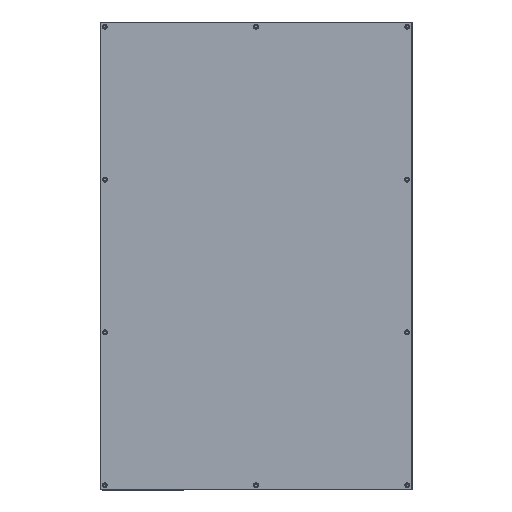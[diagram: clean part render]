
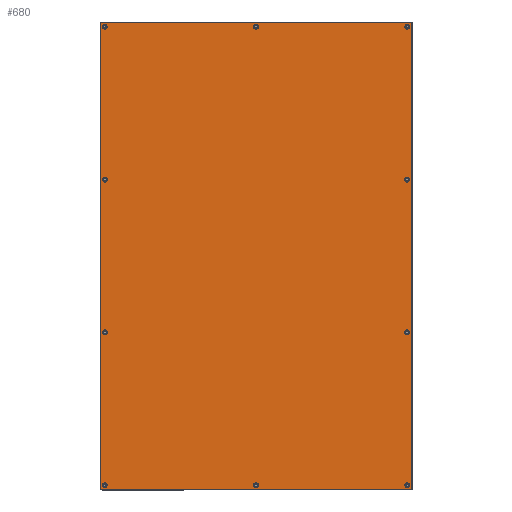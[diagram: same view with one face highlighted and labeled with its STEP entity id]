
A CAD part, front view. The second image highlights one B-rep face of the part: STEP entity #680.
In plain terms, the highlighted planar face has unit normal (0, -1, 0).
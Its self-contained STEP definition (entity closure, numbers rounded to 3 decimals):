
#680 = ADVANCED_FACE( '', ( #1454, #1455, #1456, #1457, #1458, #1459, #1460, #1461, #1462, #1463, #1464 ), #1465, .T. );
#1454 = FACE_BOUND( '', #2302, .T. );
#1455 = FACE_BOUND( '', #2303, .T. );
#1456 = FACE_BOUND( '', #2304, .T. );
#1457 = FACE_BOUND( '', #2305, .T. );
#1458 = FACE_BOUND( '', #2306, .T. );
#1459 = FACE_BOUND( '', #2307, .T. );
#1460 = FACE_BOUND( '', #2308, .T. );
#1461 = FACE_BOUND( '', #2309, .T. );
#1462 = FACE_BOUND( '', #2310, .T. );
#1463 = FACE_BOUND( '', #2311, .T. );
#1464 = FACE_OUTER_BOUND( '', #2312, .T. );
#1465 = PLANE( '', #2313 );
#2302 = EDGE_LOOP( '', ( #4049 ) );
#2303 = EDGE_LOOP( '', ( #4050 ) );
#2304 = EDGE_LOOP( '', ( #4051 ) );
#2305 = EDGE_LOOP( '', ( #4052 ) );
#2306 = EDGE_LOOP( '', ( #4053 ) );
#2307 = EDGE_LOOP( '', ( #4054 ) );
#2308 = EDGE_LOOP( '', ( #4055 ) );
#2309 = EDGE_LOOP( '', ( #4056 ) );
#2310 = EDGE_LOOP( '', ( #4057 ) );
#2311 = EDGE_LOOP( '', ( #4058 ) );
#2312 = EDGE_LOOP( '', ( #4059, #4060, #4061, #4062 ) );
#2313 = AXIS2_PLACEMENT_3D( '', #4063, #4064, #4065 );
#4049 = ORIENTED_EDGE( '', *, *, #4916, .T. );
#4050 = ORIENTED_EDGE( '', *, *, #5242, .T. );
#4051 = ORIENTED_EDGE( '', *, *, #4854, .T. );
#4052 = ORIENTED_EDGE( '', *, *, #5344, .T. );
#4053 = ORIENTED_EDGE( '', *, *, #4932, .T. );
#4054 = ORIENTED_EDGE( '', *, *, #5345, .T. );
#4055 = ORIENTED_EDGE( '', *, *, #5246, .T. );
#4056 = ORIENTED_EDGE( '', *, *, #5346, .T. );
#4057 = ORIENTED_EDGE( '', *, *, #4759, .T. );
#4058 = ORIENTED_EDGE( '', *, *, #5347, .T. );
#4059 = ORIENTED_EDGE( '', *, *, #4713, .T. );
#4060 = ORIENTED_EDGE( '', *, *, #4938, .T. );
#4061 = ORIENTED_EDGE( '', *, *, #5341, .T. );
#4062 = ORIENTED_EDGE( '', *, *, #5348, .T. );
#4063 = CARTESIAN_POINT( '', ( 0., 0., 0. ) );
#4064 = DIRECTION( '', ( 0., -1., 0. ) );
#4065 = DIRECTION( '', ( 0., 0., -1. ) );
#4713 = EDGE_CURVE( '', #5549, #5550, #5551, .T. );
#4759 = EDGE_CURVE( '', #5629, #5629, #5630, .T. );
#4854 = EDGE_CURVE( '', #5789, #5789, #5790, .T. );
#4916 = EDGE_CURVE( '', #5891, #5891, #5892, .T. );
#4932 = EDGE_CURVE( '', #5917, #5917, #5918, .T. );
#4938 = EDGE_CURVE( '', #5550, #5927, #5928, .T. );
#5242 = EDGE_CURVE( '', #6386, #6386, #6387, .T. );
#5246 = EDGE_CURVE( '', #6391, #6391, #6392, .T. );
#5341 = EDGE_CURVE( '', #5927, #6508, #6509, .T. );
#5344 = EDGE_CURVE( '', #6512, #6512, #6513, .T. );
#5345 = EDGE_CURVE( '', #6514, #6514, #6515, .T. );
#5346 = EDGE_CURVE( '', #6516, #6516, #6517, .T. );
#5347 = EDGE_CURVE( '', #6518, #6518, #6519, .T. );
#5348 = EDGE_CURVE( '', #6508, #5549, #6520, .T. );
#5549 = VERTEX_POINT( '', #6827 );
#5550 = VERTEX_POINT( '', #6828 );
#5551 = LINE( '', #6829, #6830 );
#5629 = VERTEX_POINT( '', #6944 );
#5630 = CIRCLE( '', #6945, 3.962 );
#5789 = VERTEX_POINT( '', #7178 );
#5790 = CIRCLE( '', #7179, 3.962 );
#5891 = VERTEX_POINT( '', #7310 );
#5892 = CIRCLE( '', #7311, 3.962 );
#5917 = VERTEX_POINT( '', #7346 );
#5918 = CIRCLE( '', #7347, 3.962 );
#5927 = VERTEX_POINT( '', #7356 );
#5928 = LINE( '', #7357, #7358 );
#6386 = VERTEX_POINT( '', #7994 );
#6387 = CIRCLE( '', #7995, 3.962 );
#6391 = VERTEX_POINT( '', #7999 );
#6392 = CIRCLE( '', #8000, 3.962 );
#6508 = VERTEX_POINT( '', #8180 );
#6509 = LINE( '', #8181, #8182 );
#6512 = VERTEX_POINT( '', #8186 );
#6513 = CIRCLE( '', #8187, 3.962 );
#6514 = VERTEX_POINT( '', #8188 );
#6515 = CIRCLE( '', #8189, 3.962 );
#6516 = VERTEX_POINT( '', #8190 );
#6517 = CIRCLE( '', #8191, 3.962 );
#6518 = VERTEX_POINT( '', #8192 );
#6519 = CIRCLE( '', #8193, 3.962 );
#6520 = LINE( '', #8194, #8195 );
#6827 = CARTESIAN_POINT( '', ( -254., 0., 381. ) );
#6828 = CARTESIAN_POINT( '', ( -254., 0., -381. ) );
#6829 = CARTESIAN_POINT( '', ( -254., 0., 381. ) );
#6830 = VECTOR( '', #8389, 1000. );
#6944 = CARTESIAN_POINT( '', ( -242.113, 0., -124.358 ) );
#6945 = AXIS2_PLACEMENT_3D( '', #8422, #8423, #8424 );
#7178 = CARTESIAN_POINT( '', ( 250.038, 0., -124.358 ) );
#7179 = AXIS2_PLACEMENT_3D( '', #8526, #8527, #8528 );
#7310 = CARTESIAN_POINT( '', ( 250.038, 0., 373.075 ) );
#7311 = AXIS2_PLACEMENT_3D( '', #8602, #8603, #8604 );
#7346 = CARTESIAN_POINT( '', ( 3.962, 0., 373.075 ) );
#7347 = AXIS2_PLACEMENT_3D( '', #8618, #8619, #8620 );
#7356 = CARTESIAN_POINT( '', ( 254., 0., -381. ) );
#7357 = CARTESIAN_POINT( '', ( -254., 0., -381. ) );
#7358 = VECTOR( '', #8630, 1000. );
#7994 = CARTESIAN_POINT( '', ( 250.038, 0., 124.358 ) );
#7995 = AXIS2_PLACEMENT_3D( '', #8984, #8985, #8986 );
#7999 = CARTESIAN_POINT( '', ( -242.113, 0., 373.075 ) );
#8000 = AXIS2_PLACEMENT_3D( '', #8987, #8988, #8989 );
#8180 = CARTESIAN_POINT( '', ( 254., 0., 381. ) );
#8181 = CARTESIAN_POINT( '', ( 254., 0., -381. ) );
#8182 = VECTOR( '', #9066, 1000. );
#8186 = CARTESIAN_POINT( '', ( 250.038, 0., -373.075 ) );
#8187 = AXIS2_PLACEMENT_3D( '', #9068, #9069, #9070 );
#8188 = CARTESIAN_POINT( '', ( 3.962, 0., -373.075 ) );
#8189 = AXIS2_PLACEMENT_3D( '', #9071, #9072, #9073 );
#8190 = CARTESIAN_POINT( '', ( -242.113, 0., 124.358 ) );
#8191 = AXIS2_PLACEMENT_3D( '', #9074, #9075, #9076 );
#8192 = CARTESIAN_POINT( '', ( -242.113, 0., -373.075 ) );
#8193 = AXIS2_PLACEMENT_3D( '', #9077, #9078, #9079 );
#8194 = CARTESIAN_POINT( '', ( 254., 0., 381. ) );
#8195 = VECTOR( '', #9080, 1000. );
#8389 = DIRECTION( '', ( 0., 0., -1. ) );
#8422 = CARTESIAN_POINT( '', ( -246.075, 0., -124.358 ) );
#8423 = DIRECTION( '', ( 0., 1., 0. ) );
#8424 = DIRECTION( '', ( 1., 0., 0. ) );
#8526 = CARTESIAN_POINT( '', ( 246.075, 0., -124.358 ) );
#8527 = DIRECTION( '', ( 0., 1., 0. ) );
#8528 = DIRECTION( '', ( 1., 0., 0. ) );
#8602 = CARTESIAN_POINT( '', ( 246.075, 0., 373.075 ) );
#8603 = DIRECTION( '', ( 0., 1., 0. ) );
#8604 = DIRECTION( '', ( 1., 0., 0. ) );
#8618 = CARTESIAN_POINT( '', ( 0., 0., 373.075 ) );
#8619 = DIRECTION( '', ( 0., 1., 0. ) );
#8620 = DIRECTION( '', ( 1., 0., 0. ) );
#8630 = DIRECTION( '', ( 1., 0., 0. ) );
#8984 = CARTESIAN_POINT( '', ( 246.075, 0., 124.358 ) );
#8985 = DIRECTION( '', ( 0., 1., 0. ) );
#8986 = DIRECTION( '', ( 1., 0., 0. ) );
#8987 = CARTESIAN_POINT( '', ( -246.075, 0., 373.075 ) );
#8988 = DIRECTION( '', ( 0., 1., 0. ) );
#8989 = DIRECTION( '', ( 1., 0., 0. ) );
#9066 = DIRECTION( '', ( 0., 0., 1. ) );
#9068 = CARTESIAN_POINT( '', ( 246.075, 0., -373.075 ) );
#9069 = DIRECTION( '', ( 0., 1., 0. ) );
#9070 = DIRECTION( '', ( 1., 0., 0. ) );
#9071 = CARTESIAN_POINT( '', ( 0., 0., -373.075 ) );
#9072 = DIRECTION( '', ( 0., 1., 0. ) );
#9073 = DIRECTION( '', ( 1., 0., 0. ) );
#9074 = CARTESIAN_POINT( '', ( -246.075, 0., 124.358 ) );
#9075 = DIRECTION( '', ( 0., 1., 0. ) );
#9076 = DIRECTION( '', ( 1., 0., 0. ) );
#9077 = CARTESIAN_POINT( '', ( -246.075, 0., -373.075 ) );
#9078 = DIRECTION( '', ( 0., 1., 0. ) );
#9079 = DIRECTION( '', ( 1., 0., 0. ) );
#9080 = DIRECTION( '', ( -1., 0., 0. ) );
